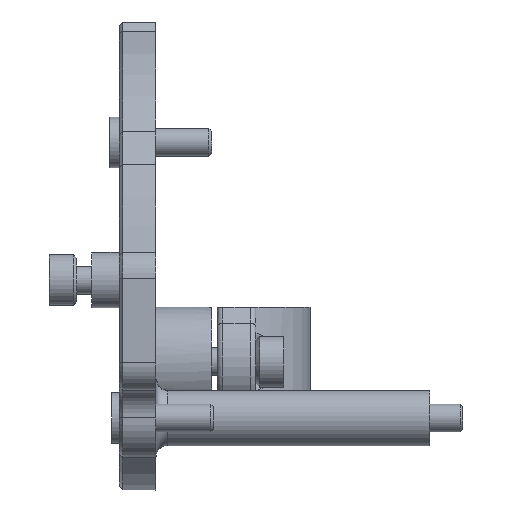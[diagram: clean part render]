
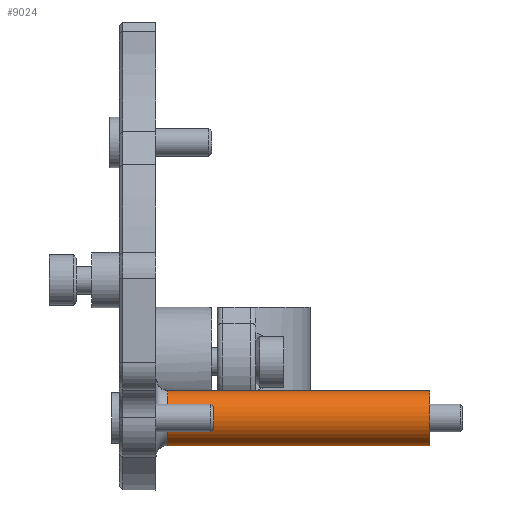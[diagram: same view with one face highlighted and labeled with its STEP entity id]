
A CAD part, left-side view. The second image highlights one B-rep face of the part: STEP entity #9024.
In plain terms, the highlighted cylindrical face has radius 3 mm (diameter 6 mm), a partial arc.
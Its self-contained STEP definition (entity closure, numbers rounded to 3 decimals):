
#642=CYLINDRICAL_SURFACE('',#9971,3.);
#1254=FACE_OUTER_BOUND('',#1823,.T.);
#1823=EDGE_LOOP('',(#7737,#7738,#7739,#7740));
#2175=LINE('',#19660,#2777);
#2177=LINE('',#19696,#2779);
#2777=VECTOR('',#11206,10.);
#2779=VECTOR('',#11220,10.);
#3394=CIRCLE('',#9645,3.);
#3402=CIRCLE('',#9661,3.);
#4062=VERTEX_POINT('',#19533);
#4064=VERTEX_POINT('',#19538);
#4074=VERTEX_POINT('',#19659);
#4077=VERTEX_POINT('',#19672);
#5081=EDGE_CURVE('',#4064,#4062,#3394,.T.);
#5098=EDGE_CURVE('',#4062,#4074,#2175,.T.);
#5103=EDGE_CURVE('',#4074,#4077,#3402,.T.);
#5106=EDGE_CURVE('',#4077,#4064,#2177,.T.);
#7737=ORIENTED_EDGE('',*,*,#5081,.F.);
#7738=ORIENTED_EDGE('',*,*,#5106,.F.);
#7739=ORIENTED_EDGE('',*,*,#5103,.F.);
#7740=ORIENTED_EDGE('',*,*,#5098,.F.);
#9024=ADVANCED_FACE('',(#1254),#642,.T.);
#9645=AXIS2_PLACEMENT_3D('',#19540,#11178,#11179);
#9661=AXIS2_PLACEMENT_3D('',#19673,#11216,#11217);
#9971=AXIS2_PLACEMENT_3D('',#20533,#12074,#12075);
#11178=DIRECTION('center_axis',(0.,1.,0.));
#11179=DIRECTION('ref_axis',(-0.707,0.,-0.707));
#11206=DIRECTION('',(0.,-1.,0.));
#11216=DIRECTION('center_axis',(0.,-1.,
0.));
#11217=DIRECTION('ref_axis',(0.,0.,-1.));
#11220=DIRECTION('',(0.,1.,0.));
#12074=DIRECTION('center_axis',(0.,-1.,0.));
#12075=DIRECTION('ref_axis',(-1.,0.,0.));
#19533=CARTESIAN_POINT('',(37.128,36.701,-74.249));
#19538=CARTESIAN_POINT('',(40.528,36.701,-77.649));
#19540=CARTESIAN_POINT('Origin',(37.559,36.701,-77.218));
#19659=CARTESIAN_POINT('',(37.128,8.33,-74.249));
#19660=CARTESIAN_POINT('',(37.128,36.701,-74.249));
#19672=CARTESIAN_POINT('',(40.528,8.33,-77.649));
#19673=CARTESIAN_POINT('Origin',(37.559,8.33,-77.218));
#19696=CARTESIAN_POINT('',(40.528,8.33,-77.649));
#20533=CARTESIAN_POINT('Origin',(37.559,41.925,-77.218));
